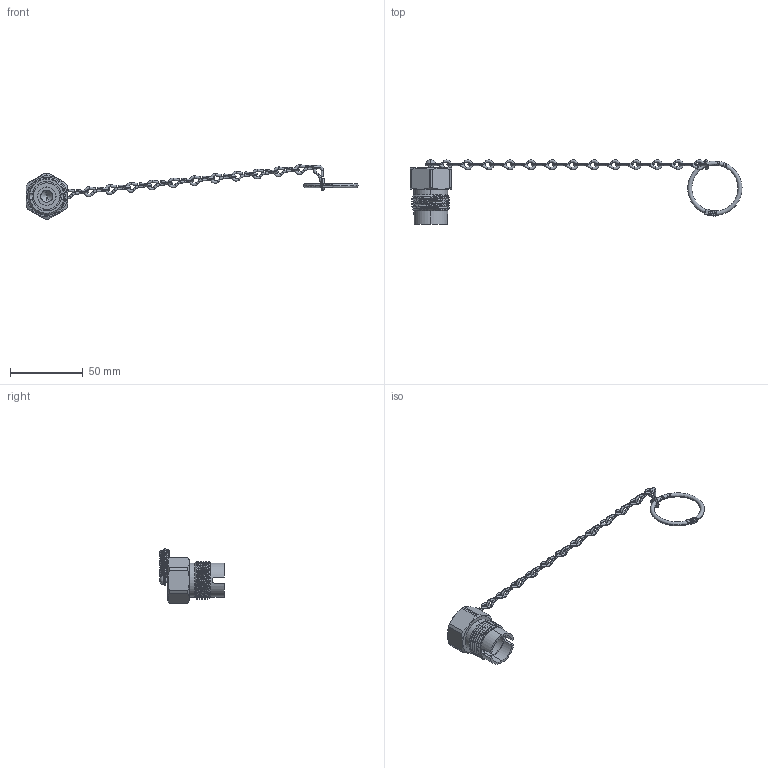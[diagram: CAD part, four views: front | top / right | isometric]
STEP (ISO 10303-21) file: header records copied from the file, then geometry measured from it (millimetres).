
FILE_DESCRIPTION (( 'STEP AP203' ), '1' );
FILE_NAME ('AD-63SS-BL-R.STEP', '2025-08-06T17:02:39', ( '' ), ( '' ), 'SwSTEP 2.0', 'SolidWorks 2018', '' );
FILE_SCHEMA (( 'CONFIG_CONTROL_DESIGN' ));
Length unit declared in the file: inch
Products named in the file (8): PRT-002239_STAINLESS; PRT-002255_SMALL PIN; AD-63SS-BL-R; PRT-002245_RING-1.187D HALF; PRT-002424; ASY-000214_One Link Bent; ASY-000291; PRT-003626
Assembly tree (21 placements, depth 3):
  AD-63SS-BL-R
    ASY-000214_One Link Bent
      PRT-002239_STAINLESS  x14
    ASY-000291
      PRT-002245_RING-1.187D HALF  x2
      PRT-002255_SMALL PIN
    PRT-003626
    PRT-002424
Bounding box: 228.42 x 44.46 x 37.51 mm (x, y, z)
Volume: 18069.7 mm3; surface area: 10336.3 mm2
Topology: 19 solids, 19 shells, 611 faces, 1457 edges, 890 vertices
Faces by surface type: cylinder 197, plane 148, bspline 129, torus 106, sphere 18, cone 13
Entity records: 16797 total; most frequent: CARTESIAN_POINT 8804, ORIENTED_EDGE 1516, DIRECTION 1218, EDGE_CURVE 758, VERTEX_POINT 487, AXIS2_PLACEMENT_3D 425, VECTOR 368, LINE 368
